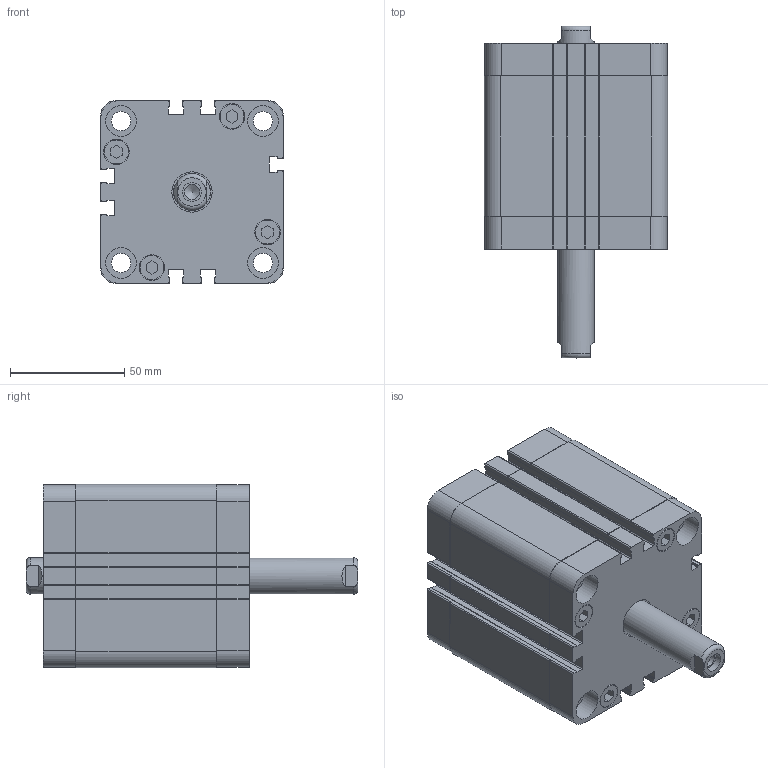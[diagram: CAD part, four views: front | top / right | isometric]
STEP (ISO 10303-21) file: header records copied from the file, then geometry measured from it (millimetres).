
FILE_DESCRIPTION((''),'2;1');
FILE_NAME('ADMP063.040.GS.F.stp','2011-07-29T14:13:06',('Administrator'),(''),'Autodesk Inventor 2012','Autodesk Inventor 2012','');
FILE_SCHEMA(('AUTOMOTIVE_DESIGN { 1 0 10303 214 1 1 1 1 }'));
Length unit declared in the file: millimetre
Products named in the file (1): ADMP063.040.GS.F
Bounding box: 80 x 145 x 80 mm (x, y, z)
Volume: 526737.8 mm3; surface area: 66169.2 mm2
Topology: 1 solids, 1 shells, 418 faces, 1169 edges, 793 vertices
Faces by surface type: plane 228, cylinder 186, cone 2, torus 2
Full cylindrical faces by diameter (mm): 6.647 x2, 8.25 x2, 8.376 x4, 8.566 x2, 10.5 x8, 11.1 x8, 13.5 x8, 16 x2, 17.6 x1, 18 x1
Entity records: 13827 total; most frequent: CARTESIAN_POINT 2409, DIRECTION 2310, ORIENTED_EDGE 2240, EDGE_CURVE 1120, VERTEX_POINT 786, AXIS2_PLACEMENT_3D 775, VECTOR 760, LINE 760
